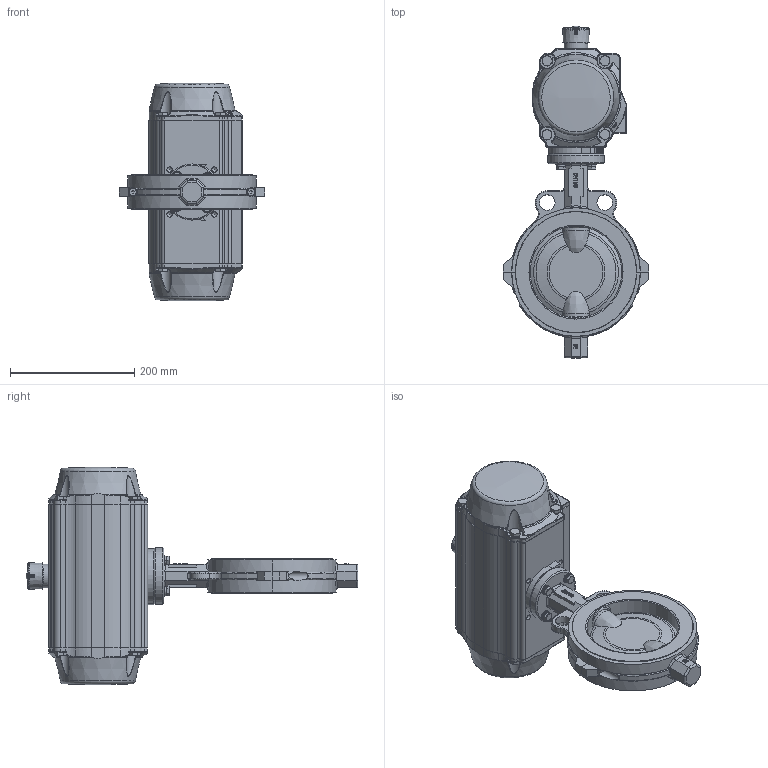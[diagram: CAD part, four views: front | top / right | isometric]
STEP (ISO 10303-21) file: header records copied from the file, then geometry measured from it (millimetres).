
FILE_DESCRIPTION(/* description */ ('Unknown','CAx-IF Rec.Pracs.---Representation and Presentation of Product Manufacturing Information (PMI)---4.0---2014-10-13','CAx-IF Rec.Pracs.---3D Tessellated Geometry---0.4---2014-09-14','2;1'),/* implementation_level */ '2;1');
FILE_NAME(/* name */ 'FR06 5400-14',/* time_stamp */ '2023-11-28T13:49:54+01:00',/* author */ ('Unknown'),/* organization */ ('Unknown'),/* preprocessor_version */ 'ST-DEVELOPER v18.102',/* originating_system */ 'Solid Edge',/* authorisation */ 'Unknown');
FILE_SCHEMA (('AP242_MANAGED_MODEL_BASED_3D_ENGINEERING_MIM_LF { 1 0 10303 442 1 1 4 }'));
Products named in the file (33): FR065400-14; 5.400.150; ________PTFE DN150 ______; ________PTFE DN150 _______0; ________PTFE DN150 _______2; ________PTFE DN150 _______6; ________PTFE DN150 _______7; ________PTFE DN150 _______9; ________PTFE DN150 _______11; ________PTFE DN150 _______12; ________PTFE DN150 _______13; ________PTFE DN150 _______16; ________PTFE DN150 _______18; ________PTFE DN150 _______19; ________PTFE DN150 _______20; ________PTFE DN150 _______22; ________PTFE DN150 _______23; ________PTFE DN150 _______24; ________PTFE DN150 _______32; ________PTFE DN150 _______34; ________PTFE DN150 _______36; ________PTFE DN150 _______39; ________PTFE DN150 _______47; Raster DN40- DN150; DW07_FR06_(DW333_FR248); KP-125; ָʾ; 硌尨釱; 硌尨梓尨_酴伎; 指示标示(黄色）_红色; cup head nib bolts with large head gb_GB_FASTENER_BOLT_CHNBW M6X25-N; hexagon head bolts--product grade c gb_GB_FASTENER_BOLT_HHBC M10X45-N; DIN 933 M8x45 A2-70 BLK_EDST
Assembly tree (44 placements, depth 4):
  FR065400-14
    5.400.150
      ________PTFE DN150 ______
      ________PTFE DN150 _______0
      ________PTFE DN150 _______2
      ________PTFE DN150 _______6
      ________PTFE DN150 _______7
      ________PTFE DN150 _______9
      ________PTFE DN150 _______11
      ________PTFE DN150 _______12
      ________PTFE DN150 _______13
      ________PTFE DN150 _______16
      ________PTFE DN150 _______18
      ________PTFE DN150 _______19
      ________PTFE DN150 _______20
      ________PTFE DN150 _______22
      ________PTFE DN150 _______23
      ________PTFE DN150 _______24
      ________PTFE DN150 _______32
      ________PTFE DN150 _______34
      ________PTFE DN150 _______36
      ________PTFE DN150 _______39
      ________PTFE DN150 _______47
    Raster DN40- DN150
    DW07_FR06_(DW333_FR248)
      KP-125
      ָʾ
        硌尨釱
        硌尨梓尨_酴伎  x2
        指示标示(黄色）_红色  x2
      cup head nib bolts with large head gb_GB_FASTENER_BOLT_CHNBW M6X25-N
      hexagon head bolts--product grade c gb_GB_FASTENER_BOLT_HHBC M10X45-N  x8
    DIN 933 M8x45 A2-70 BLK_EDST  x4
Bounding box: 234 x 533.4 x 349.9 mm (x, y, z)
Volume: 8134213.3 mm3; surface area: 641078.8 mm2
Topology: 41 solids, 41 shells, 2044 faces, 4795 edges, 2868 vertices
Faces by surface type: plane 599, cylinder 554, bspline 329, cone 309, torus 209, sphere 44
Full cylindrical faces by diameter (mm): 3 x16, 3.3 x8, 4.2 x8, 4.66 x1, 5 x1, 6 x1, 6.2 x1, 6.8 x12, 8 x62, 8.5 x16, 8.68 x4, 9 x4, 10 x12, 11.8 x2, 12.88 x4, 13 x4, 14 x2, 16 x4, 20.99 x2, 21 x2, 21.36 x1, 23 x1, 23.8 x3, 24 x3, 25 x2, 26.8 x1, 30.86 x1, 32 x1, 35.5 x3, 37.6 x1
Entity records: 63581 total; most frequent: CARTESIAN_POINT 26549, DIRECTION 7271, ORIENTED_EDGE 7110, EDGE_CURVE 3555, AXIS2_PLACEMENT_3D 3020, VERTEX_POINT 2358, FACE_BOUND 2223, EDGE_LOOP 2196
